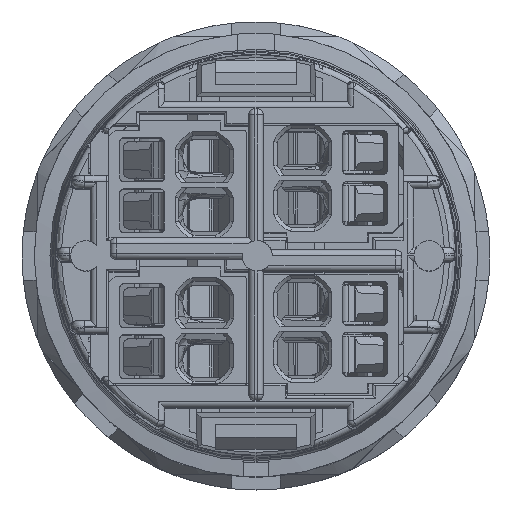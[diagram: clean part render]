
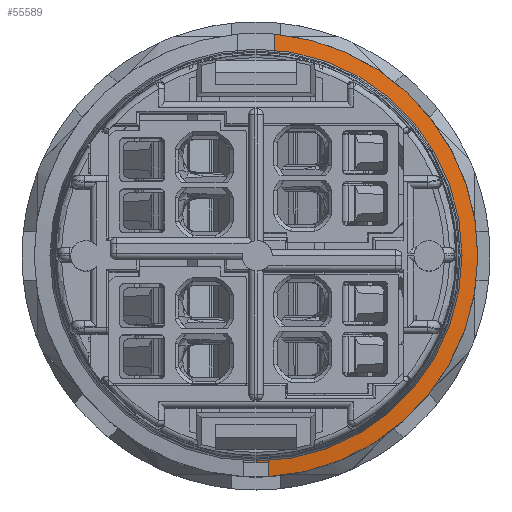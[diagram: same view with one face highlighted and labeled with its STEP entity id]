
A CAD part, top view. The second image highlights one B-rep face of the part: STEP entity #55589.
In plain terms, the highlighted conical face has half-angle 82.405 degrees and reference radius 16.75 mm.
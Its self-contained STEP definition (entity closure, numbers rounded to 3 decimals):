
#1076 = CARTESIAN_POINT ( 'NONE',  ( -17.05, 0., 5.96 ) ) ;
#5138 = VERTEX_POINT ( 'NONE', #8903 ) ;
#8382 = VECTOR ( 'NONE', #19524, 1000. ) ;
#8826 = AXIS2_PLACEMENT_3D ( 'NONE', #97189, #81920, #64532 ) ;
#8903 = CARTESIAN_POINT ( 'NONE',  ( -17.02, -1.007, 5.96 ) ) ;
#9296 = CARTESIAN_POINT ( 'NONE',  ( -16.75, 0., 6. ) ) ;
#14457 = EDGE_CURVE ( 'NONE', #37882, #72762, #29655, .T. ) ;
#16919 = DIRECTION ( 'NONE',  ( 0., 0., -1. ) ) ;
#18955 = CARTESIAN_POINT ( 'NONE',  ( 16.683, -1.5, 6. ) ) ;
#19524 = DIRECTION ( 'NONE',  ( -0.991, 0., -0.132 ) ) ;
#20549 = CIRCLE ( 'NONE', #8826, 17.05 ) ;
#24597 = DIRECTION ( 'NONE',  ( -1., 0., 0. ) ) ;
#25038 = CARTESIAN_POINT ( 'NONE',  ( -18.221, -1.035, 5.8 ) ) ;
#28847 = EDGE_CURVE ( 'NONE', #101130, #37882, #92919, .T. ) ;
#29655 = CIRCLE ( 'NONE', #104344, 18.25 ) ;
#31659 = CARTESIAN_POINT ( 'NONE',  ( 18.188, -1.5, 5.8 ) ) ;
#35360 = CARTESIAN_POINT ( 'NONE',  ( 16.753, -1.5, 5.991 ) ) ;
#36043 = CARTESIAN_POINT ( 'NONE',  ( 17.255, -1.5, 5.924 ) ) ;
#36427 = AXIS2_PLACEMENT_3D ( 'NONE', #66532, #16919, #24597 ) ;
#37495 = DIRECTION ( 'NONE',  ( 0., 0., -1. ) ) ;
#37882 = VERTEX_POINT ( 'NONE', #31659 ) ;
#40749 = EDGE_LOOP ( 'NONE', ( #56221, #49578, #56268, #101938, #55825, #104546 ) ) ;
#40757 = CARTESIAN_POINT ( 'NONE',  ( -17.82, -1.026, 5.853 ) ) ;
#44914 = CARTESIAN_POINT ( 'NONE',  ( 16.683, -1.5, 6. ) ) ;
#44964 = B_SPLINE_CURVE_WITH_KNOTS ( 'NONE', 3,
 ( #99015, #73648, #40757, #49413 ),
 .UNSPECIFIED., .F., .F.,
 ( 4, 4 ),
 ( 0., 0.001 ),
 .UNSPECIFIED. ) ;
#45642 = CARTESIAN_POINT ( 'NONE',  ( -16.75, 0., 6. ) ) ;
#45793 = CARTESIAN_POINT ( 'NONE',  ( 0., 0., 5.8 ) ) ;
#46515 = DIRECTION ( 'NONE',  ( -1., 0., 0. ) ) ;
#49413 = CARTESIAN_POINT ( 'NONE',  ( -18.221, -1.035, 5.8 ) ) ;
#49578 = ORIENTED_EDGE ( 'NONE', *, *, #53704, .T. ) ;
#53704 = EDGE_CURVE ( 'NONE', #89725, #62975, #84852, .T. ) ;
#55589 = ADVANCED_FACE ( 'NONE', ( #70041 ), #92100, .T. ) ;
#55825 = ORIENTED_EDGE ( 'NONE', *, *, #14457, .F. ) ;
#56221 = ORIENTED_EDGE ( 'NONE', *, *, #98489, .T. ) ;
#56268 = ORIENTED_EDGE ( 'NONE', *, *, #57468, .F. ) ;
#57468 = EDGE_CURVE ( 'NONE', #5138, #62975, #20549, .T. ) ;
#59890 = CARTESIAN_POINT ( 'NONE',  ( 16.788, -1.5, 5.986 ) ) ;
#62975 = VERTEX_POINT ( 'NONE', #1076 ) ;
#64532 = DIRECTION ( 'NONE',  ( -1., 0., 0. ) ) ;
#66532 = CARTESIAN_POINT ( 'NONE',  ( 0., 0., 6. ) ) ;
#67840 = CARTESIAN_POINT ( 'NONE',  ( 17.721, -1.5, 5.862 ) ) ;
#68197 = CARTESIAN_POINT ( 'NONE',  ( 18.188, -1.5, 5.8 ) ) ;
#70041 = FACE_OUTER_BOUND ( 'NONE', #40749, .T. ) ;
#72578 = CIRCLE ( 'NONE', #94266, 16.75 ) ;
#72762 = VERTEX_POINT ( 'NONE', #25038 ) ;
#73648 = CARTESIAN_POINT ( 'NONE',  ( -17.42, -1.016, 5.907 ) ) ;
#78697 = DIRECTION ( 'NONE',  ( -1., 0., 0. ) ) ;
#81920 = DIRECTION ( 'NONE',  ( 0., 0., -1. ) ) ;
#84852 = LINE ( 'NONE', #45642, #8382 ) ;
#88149 = DIRECTION ( 'NONE',  ( 0., 0., -1. ) ) ;
#89725 = VERTEX_POINT ( 'NONE', #9296 ) ;
#92100 = CONICAL_SURFACE ( 'NONE', #36427, 16.75, 1.438 ) ;
#92919 = B_SPLINE_CURVE_WITH_KNOTS ( 'NONE', 3,
 ( #18955, #101918, #35360, #59890, #36043, #67840, #68197 ),
 .UNSPECIFIED., .F., .F.,
 ( 4, 3, 4 ),
 ( 0.004, 0.004, 0.006 ),
 .UNSPECIFIED. ) ;
#94266 = AXIS2_PLACEMENT_3D ( 'NONE', #95777, #88149, #46515 ) ;
#95777 = CARTESIAN_POINT ( 'NONE',  ( 0., 0., 6. ) ) ;
#97189 = CARTESIAN_POINT ( 'NONE',  ( 0., 0., 5.96 ) ) ;
#98489 = EDGE_CURVE ( 'NONE', #101130, #89725, #72578, .T. ) ;
#99015 = CARTESIAN_POINT ( 'NONE',  ( -17.02, -1.007, 5.96 ) ) ;
#100844 = EDGE_CURVE ( 'NONE', #5138, #72762, #44964, .T. ) ;
#101130 = VERTEX_POINT ( 'NONE', #44914 ) ;
#101918 = CARTESIAN_POINT ( 'NONE',  ( 16.718, -1.5, 5.995 ) ) ;
#101938 = ORIENTED_EDGE ( 'NONE', *, *, #100844, .T. ) ;
#104344 = AXIS2_PLACEMENT_3D ( 'NONE', #45793, #37495, #78697 ) ;
#104546 = ORIENTED_EDGE ( 'NONE', *, *, #28847, .F. ) ;
